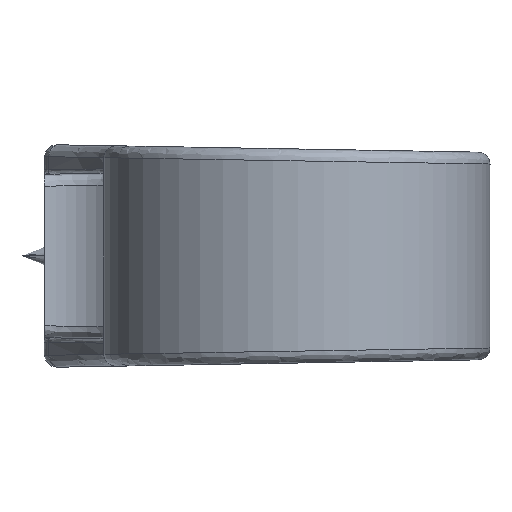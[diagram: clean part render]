
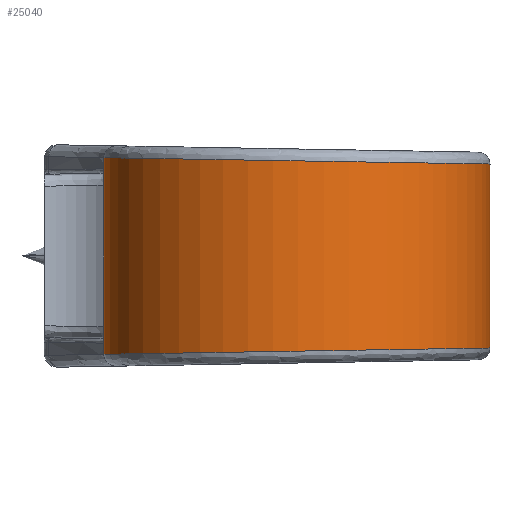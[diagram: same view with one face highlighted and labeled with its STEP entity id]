
A CAD part, front view. The second image highlights one B-rep face of the part: STEP entity #25040.
In plain terms, the highlighted cylindrical face has radius 13 mm (diameter 26 mm), a partial arc.
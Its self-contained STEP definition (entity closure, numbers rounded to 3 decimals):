
#4330=CARTESIAN_POINT('',(29.797,15.289,
-1.306));
#4340=VERTEX_POINT('',#4330);
#5980=CARTESIAN_POINT('',(4.494,16.549,
-0.892));
#5990=CARTESIAN_POINT('',(4.483,16.511,
-0.892));
#6000=CARTESIAN_POINT('',(4.473,16.474,
-0.892));
#6010=CARTESIAN_POINT('',(4.4,16.207,
-0.89));
#6020=CARTESIAN_POINT('',(4.343,15.976,
-0.89));
#6030=CARTESIAN_POINT('',(4.066,14.695,
-0.885));
#6040=CARTESIAN_POINT('',(3.971,13.621,
-0.883));
#6050=CARTESIAN_POINT('',(4.045,11.475,
-0.885));
#6060=CARTESIAN_POINT('',(4.215,10.41,
-0.887));
#6070=CARTESIAN_POINT('',(4.814,8.348,
-0.897));
#6080=CARTESIAN_POINT('',(5.239,7.357,
-0.904));
#6090=CARTESIAN_POINT('',(6.325,5.504,
-0.922));
#6100=CARTESIAN_POINT('',(6.98,4.648,
-0.933));
#6110=CARTESIAN_POINT('',(8.487,3.117,
-0.957));
#6120=CARTESIAN_POINT('',(9.332,2.448,
-0.971));
#6130=CARTESIAN_POINT('',(11.168,1.332,
-1.001));
#6140=CARTESIAN_POINT('',(12.151,0.89,
-1.017));
#6150=CARTESIAN_POINT('',(14.204,0.259,
-1.051));
#6160=CARTESIAN_POINT('',(15.266,0.072,
-1.068));
#6170=CARTESIAN_POINT('',(16.338,0.017,
-1.086));
#6180=CARTESIAN_POINT('',(17.829,-0.059,
-1.11));
#6190=CARTESIAN_POINT('',(19.322,0.122,
-1.135));
#6200=CARTESIAN_POINT('',(21.779,0.863,
-1.175));
#6210=CARTESIAN_POINT('',(22.764,1.298,
-1.191));
#6220=CARTESIAN_POINT('',(24.606,2.403,
-1.221));
#6230=CARTESIAN_POINT('',(25.455,3.067,
-1.235));
#6240=CARTESIAN_POINT('',(26.97,4.588,
-1.26));
#6250=CARTESIAN_POINT('',(27.63,5.44,
-1.271));
#6260=CARTESIAN_POINT('',(28.726,7.286,
-1.289));
#6270=CARTESIAN_POINT('',(29.158,8.274,
-1.296));
#6280=CARTESIAN_POINT('',(29.769,10.332,
-1.306));
#6290=CARTESIAN_POINT('',(29.945,11.396,
-1.309));
#6300=CARTESIAN_POINT('',(30.026,13.375,
-1.31));
#6310=CARTESIAN_POINT('',(29.968,14.282,
-1.309));
#6320=CARTESIAN_POINT('',(29.81,15.213,
-1.307));
#6330=CARTESIAN_POINT('',(29.804,15.251,
-1.307));
#6340=CARTESIAN_POINT('',(29.797,15.289,
-1.306));
#6350=B_SPLINE_CURVE_WITH_KNOTS('',3,(#5980,#5990,#6000,#6010,#6020,
#6030,#6040,#6050,#6060,#6070,#6080,#6090,#6100,#6110,#6120,#6130,#6140,
#6150,#6160,#6170,#6180,#6190,#6200,#6210,#6220,#6230,#6240,#6250,#6260,
#6270,#6280,#6290,#6300,#6310,#6320,#6330,#6340),.UNSPECIFIED.,.F.,.F.,(
4,2,2,2,2,2,2,2,2,3,2,2,2,2,2,2,2,4),(0.,0.114,
0.803,3.917,7.032,10.147,
13.262,16.378,19.493,22.609,
26.939,30.053,33.168,36.282,
39.396,42.51,45.14,45.252),
.UNSPECIFIED.);
#6360=CARTESIAN_POINT('',(4.494,16.549,
-0.892));
#6370=VERTEX_POINT('',#6360);
#6380=EDGE_CURVE('',#6370,#4340,#6350,.T.);
#16310=CARTESIAN_POINT('',(4.494,16.549,
-14.108));
#16320=VERTEX_POINT('',#16310);
#17960=CARTESIAN_POINT('',(4.494,16.549,
-14.108));
#17970=CARTESIAN_POINT('',(4.483,16.511,
-14.108));
#17980=CARTESIAN_POINT('',(4.473,16.474,
-14.108));
#17990=CARTESIAN_POINT('',(4.4,16.207,
-14.11));
#18000=CARTESIAN_POINT('',(4.343,15.976,
-14.11));
#18010=CARTESIAN_POINT('',(4.066,14.695,
-14.115));
#18020=CARTESIAN_POINT('',(3.971,13.621,
-14.117));
#18030=CARTESIAN_POINT('',(4.045,11.475,
-14.115));
#18040=CARTESIAN_POINT('',(4.215,10.41,
-14.113));
#18050=CARTESIAN_POINT('',(4.814,8.348,
-14.103));
#18060=CARTESIAN_POINT('',(5.239,7.357,
-14.096));
#18070=CARTESIAN_POINT('',(6.325,5.504,
-14.078));
#18080=CARTESIAN_POINT('',(6.98,4.648,
-14.067));
#18090=CARTESIAN_POINT('',(8.487,3.117,
-14.043));
#18100=CARTESIAN_POINT('',(9.332,2.448,
-14.029));
#18110=CARTESIAN_POINT('',(11.168,1.332,
-13.999));
#18120=CARTESIAN_POINT('',(12.151,0.89,
-13.983));
#18130=CARTESIAN_POINT('',(14.204,0.259,
-13.949));
#18140=CARTESIAN_POINT('',(15.266,0.072,
-13.932));
#18150=CARTESIAN_POINT('',(16.338,0.017,
-13.914));
#18160=CARTESIAN_POINT('',(17.829,-0.059,
-13.89));
#18170=CARTESIAN_POINT('',(19.322,0.122,
-13.865));
#18180=CARTESIAN_POINT('',(21.779,0.863,
-13.825));
#18190=CARTESIAN_POINT('',(22.764,1.298,
-13.809));
#18200=CARTESIAN_POINT('',(24.606,2.403,
-13.779));
#18210=CARTESIAN_POINT('',(25.455,3.067,
-13.765));
#18220=CARTESIAN_POINT('',(26.97,4.588,
-13.74));
#18230=CARTESIAN_POINT('',(27.63,5.44,
-13.729));
#18240=CARTESIAN_POINT('',(28.726,7.286,
-13.711));
#18250=CARTESIAN_POINT('',(29.158,8.274,
-13.704));
#18260=CARTESIAN_POINT('',(29.769,10.332,
-13.694));
#18270=CARTESIAN_POINT('',(29.945,11.396,
-13.691));
#18280=CARTESIAN_POINT('',(30.026,13.375,
-13.69));
#18290=CARTESIAN_POINT('',(29.968,14.282,
-13.691));
#18300=CARTESIAN_POINT('',(29.81,15.213,
-13.693));
#18310=CARTESIAN_POINT('',(29.804,15.251,
-13.693));
#18320=CARTESIAN_POINT('',(29.797,15.289,
-13.694));
#18330=B_SPLINE_CURVE_WITH_KNOTS('',3,(#17960,#17970,#17980,#17990,
#18000,#18010,#18020,#18030,#18040,#18050,#18060,#18070,#18080,#18090,
#18100,#18110,#18120,#18130,#18140,#18150,#18160,#18170,#18180,#18190,
#18200,#18210,#18220,#18230,#18240,#18250,#18260,#18270,#18280,#18290,
#18300,#18310,#18320),.UNSPECIFIED.,.F.,.F.,(4,2,2,2,2,2,2,2,2,3,2,2,2,2
,2,2,2,4),(0.,0.114,0.803,3.917,
7.032,10.147,13.262,16.378,
19.493,22.609,26.939,30.053,
33.168,36.282,39.396,42.51,
45.14,45.252),.UNSPECIFIED.);
#18340=CARTESIAN_POINT('',(29.797,15.289,
-13.694));
#18350=VERTEX_POINT('',#18340);
#18360=EDGE_CURVE('',#16320,#18350,#18330,.T.);
#23090=CARTESIAN_POINT('',(29.797,15.289,0.));
#23100=DIRECTION('',(0.,0.,-1.));
#23110=VECTOR('',#23100,1.);
#23120=LINE('',#23090,#23110);
#23130=EDGE_CURVE('',#4340,#18350,#23120,.T.);
#23470=CARTESIAN_POINT('',(4.494,16.549,0.));
#23480=DIRECTION('',(0.,0.,1.));
#23490=VECTOR('',#23480,1.);
#23500=LINE('',#23470,#23490);
#23510=EDGE_CURVE('',#16320,#6370,#23500,.T.);
#24930=CARTESIAN_POINT('',(17.,13.,0.));
#24940=DIRECTION('',(0.,0.,1.));
#24950=DIRECTION('',(1.,0.,0.));
#24960=AXIS2_PLACEMENT_3D('',#24930,#24940,#24950);
#24970=CYLINDRICAL_SURFACE('',#24960,13.);
#24980=ORIENTED_EDGE('',*,*,#6380,.F.);
#24990=ORIENTED_EDGE('',*,*,#23130,.F.);
#25000=ORIENTED_EDGE('',*,*,#18360,.T.);
#25010=ORIENTED_EDGE('',*,*,#23510,.F.);
#25020=EDGE_LOOP('',(#25010,#25000,#24990,#24980));
#25030=FACE_OUTER_BOUND('',#25020,.T.);
#25040=ADVANCED_FACE('',(#25030),#24970,.T.);
